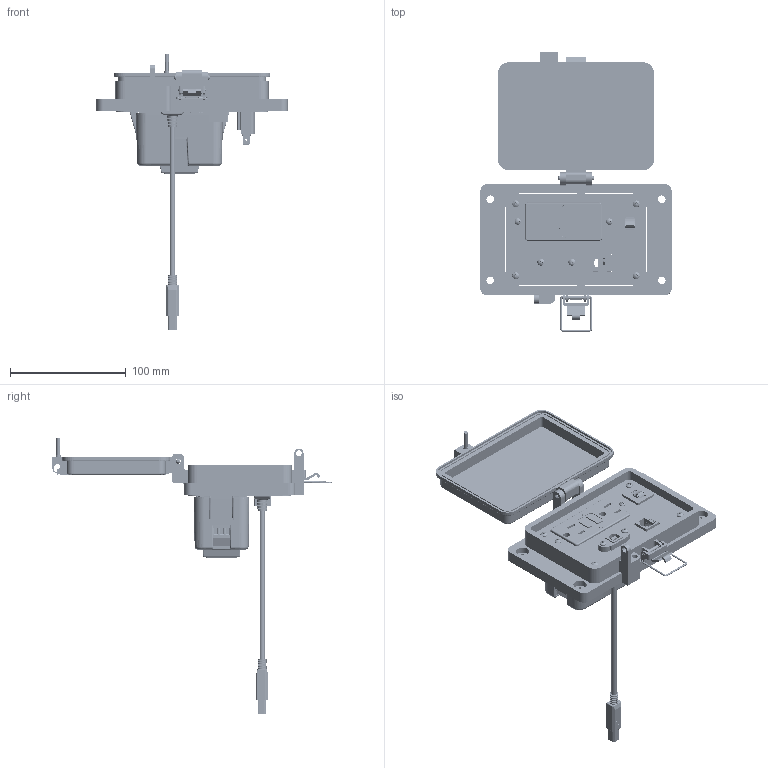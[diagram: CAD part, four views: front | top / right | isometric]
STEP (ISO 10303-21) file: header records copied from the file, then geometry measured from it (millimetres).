
FILE_DESCRIPTION (( 'STEP AP203' ), '1' );
FILE_NAME ('P-P15R2-M3RF5_3D.STEP', '2021-08-30T15:26:17', ( '' ), ( '' ), 'SwSTEP 2.0', 'SolidWorks 2019', '' );
FILE_SCHEMA (( 'CONFIG_CONTROL_DESIGN' ));
Length unit declared in the file: millimetre
Products named in the file (21): RF_WOE; -M3; Z-120-RIOF-SHELL_WOE; Z-200-OTLT-RIOF-15A_WOE; P-P15R2-M3RF5_BP180_1; M3PH_16M3; Z-CB-SM; R2; CBX; P-P15R2-M3RF5_FP060_1; Z-200-OTLT-GFIH-15A_sheared; Z-020-3044; Z-300-RJ45CAT5; P15; P-P15R2-M3RF5_3D; Z-002-M3HN_93825A110; Z-H-M3_B; Z-000-4-201_2PPHPLST_90380A110; Z-000-4243316TFP; 92005A124_METRIC PAN HEAD PHILLIPS MACHINE SCREW_92005A124; P-P15R2-M3RF5_TP060_1
Assembly tree (27 placements, depth 4):
  P-P15R2-M3RF5_3D
    P-P15R2-M3RF5_BP180_1
    P-P15R2-M3RF5_TP060_1
    Z-000-4243316TFP  x2
    P15
      Z-020-3044
    Z-002-M3HN_93825A110  x2
    M3PH_16M3  x2
    P-P15R2-M3RF5_FP060_1
    R2
      Z-300-RJ45CAT5
    RF_WOE
      Z-200-OTLT-RIOF-15A_WOE
        Z-120-RIOF-SHELL_WOE
        Z-200-OTLT-GFIH-15A_sheared
    Z-000-4-201_2PPHPLST_90380A110  x2
    CBX
      Z-CB-SM
    -M3
      Z-H-M3_B
    92005A124_METRIC PAN HEAD PHILLIPS MACHINE SCREW_92005A124  x4
Bounding box: 164.96 x 240.59 x 238.41 mm (x, y, z)
Volume: 371376.9 mm3; surface area: 225068 mm2
Topology: 54 solids, 60 shells, 7007 faces, 18499 edges, 11807 vertices
Faces by surface type: plane 2787, cylinder 2463, bspline 1332, cone 246, sphere 90, torus 89
Entity records: 253026 total; most frequent: CARTESIAN_POINT 116971, ORIENTED_EDGE 31056, DIRECTION 22844, EDGE_CURVE 15528, VERTEX_POINT 9860, VECTOR 8916, LINE 8916, AXIS2_PLACEMENT_3D 6964
